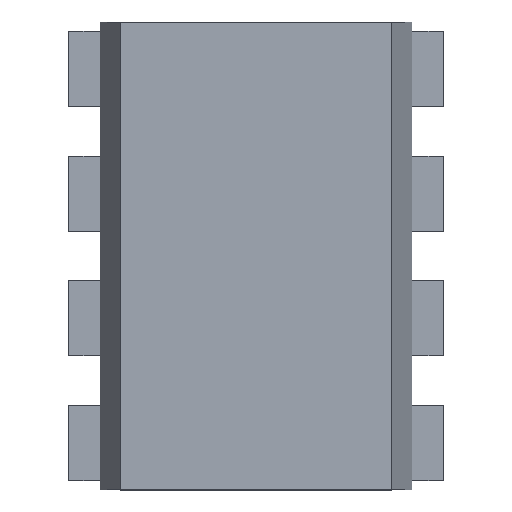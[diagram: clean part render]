
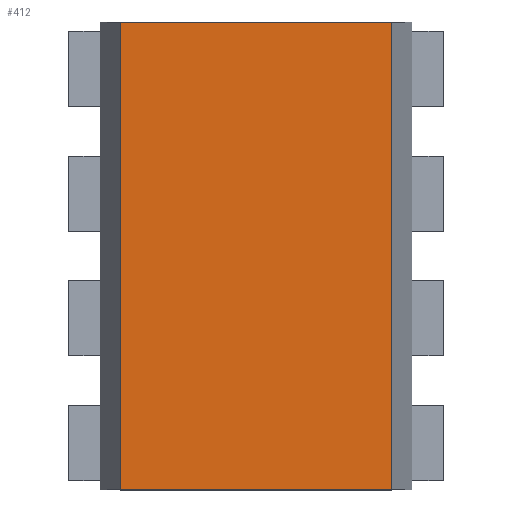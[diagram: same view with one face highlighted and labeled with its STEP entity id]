
A CAD part, top view. The second image highlights one B-rep face of the part: STEP entity #412.
In plain terms, the highlighted planar face has unit normal (0, 0, 1).
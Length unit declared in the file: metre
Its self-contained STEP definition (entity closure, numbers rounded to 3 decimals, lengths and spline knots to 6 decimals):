
#412 = ADVANCED_FACE( '', ( #1203 ), #1204, .T. );
#424 = EDGE_CURVE( '', #1225, #1226, #1227, .T. );
#726 = EDGE_CURVE( '', #1225, #1697, #1698, .T. );
#748 = EDGE_CURVE( '', #1226, #1725, #1726, .T. );
#900 = EDGE_CURVE( '', #1725, #1697, #1924, .T. );
#1203 = FACE_OUTER_BOUND( '', #2266, .T. );
#1204 = PLANE( '', #2267 );
#1225 = VERTEX_POINT( '', #2297 );
#1226 = VERTEX_POINT( '', #2298 );
#1227 = LINE( '', #2299, #2300 );
#1697 = VERTEX_POINT( '', #2995 );
#1698 = LINE( '', #2996, #2997 );
#1725 = VERTEX_POINT( '', #3041 );
#1726 = LINE( '', #3042, #3043 );
#1924 = LINE( '', #3346, #3347 );
#2266 = EDGE_LOOP( '', ( #3876, #3877, #3878, #3879 ) );
#2267 = AXIS2_PLACEMENT_3D( '', #3880, #3881, #3882 );
#2297 = CARTESIAN_POINT( '', ( -0.002773, -0.00475, 0.004311 ) );
#2298 = CARTESIAN_POINT( '', ( 0.002761, -0.00475, 0.004311 ) );
#2299 = CARTESIAN_POINT( '', ( -0.003181, -0.00475, 0.004311 ) );
#2300 = VECTOR( '', #3895, 1. );
#2995 = CARTESIAN_POINT( '', ( -0.002773, 0.004775, 0.004311 ) );
#2996 = CARTESIAN_POINT( '', ( -0.002773, -0.004751, 0.004311 ) );
#2997 = VECTOR( '', #4378, 1. );
#3041 = CARTESIAN_POINT( '', ( 0.002761, 0.004775, 0.004311 ) );
#3042 = CARTESIAN_POINT( '', ( 0.002761, -0.004751, 0.004311 ) );
#3043 = VECTOR( '', #4405, 1. );
#3346 = CARTESIAN_POINT( '', ( -0.003181, 0.004775, 0.004311 ) );
#3347 = VECTOR( '', #4662, 1. );
#3876 = ORIENTED_EDGE( '', *, *, #900, .T. );
#3877 = ORIENTED_EDGE( '', *, *, #726, .F. );
#3878 = ORIENTED_EDGE( '', *, *, #424, .T. );
#3879 = ORIENTED_EDGE( '', *, *, #748, .T. );
#3880 = CARTESIAN_POINT( '', ( -0.000006, 0.000013, 0.004311 ) );
#3881 = DIRECTION( '', ( 0., 0., 1. ) );
#3882 = DIRECTION( '', ( 1., 0., 0. ) );
#3895 = DIRECTION( '', ( 1., 0., 0. ) );
#4378 = DIRECTION( '', ( 0., 1., 0. ) );
#4405 = DIRECTION( '', ( 0., 1., 0. ) );
#4662 = DIRECTION( '', ( -1., 0., 0. ) );
